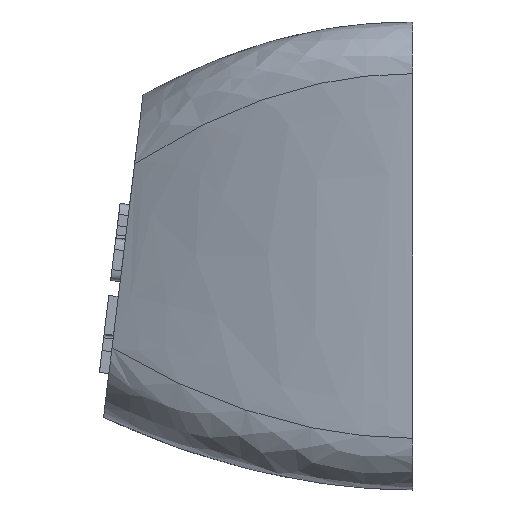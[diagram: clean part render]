
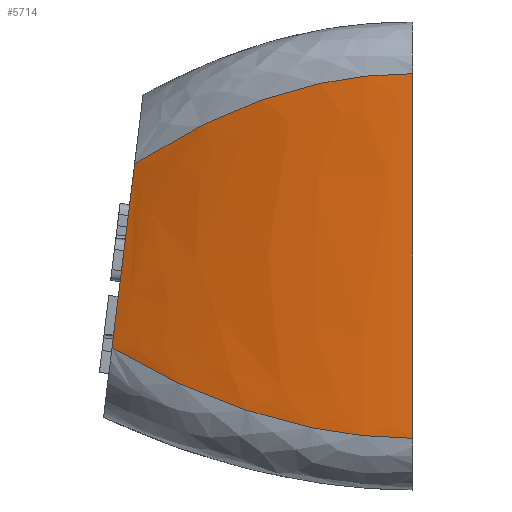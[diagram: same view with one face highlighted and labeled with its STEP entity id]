
A CAD part, left-side view. The second image highlights one B-rep face of the part: STEP entity #5714.
In plain terms, the highlighted free-form (B-spline) face has degree [3, 3] with [4, 4] control points.
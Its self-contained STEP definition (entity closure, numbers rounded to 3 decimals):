
#259=B_SPLINE_CURVE_WITH_KNOTS('',3,(#10845,#10846,#10847,#10848),
 .UNSPECIFIED.,.F.,.F.,(4,4),(0.,1.),.UNSPECIFIED.);
#260=B_SPLINE_CURVE_WITH_KNOTS('',3,(#10865,#10866,#10867,#10868),
 .UNSPECIFIED.,.F.,.F.,(4,4),(0.,1.),.UNSPECIFIED.);
#426=B_SPLINE_SURFACE_WITH_KNOTS('',3,3,((#10849,#10850,#10851,#10852),
(#10853,#10854,#10855,#10856),(#10857,#10858,#10859,#10860),(#10861,#10862,
#10863,#10864)),.UNSPECIFIED.,.F.,.F.,.F.,(4,4),(4,4),(0.,1.),(0.,1.),
 .UNSPECIFIED.);
#620=FACE_OUTER_BOUND('',#933,.T.);
#933=EDGE_LOOP('',(#4482,#4483,#4484,#4485));
#1302=LINE('',#10254,#1847);
#1305=LINE('',#10725,#1850);
#1847=VECTOR('',#6462,10.);
#1850=VECTOR('',#6473,10.);
#2453=VERTEX_POINT('',#10251);
#2454=VERTEX_POINT('',#10253);
#2467=VERTEX_POINT('',#10722);
#2468=VERTEX_POINT('',#10724);
#3161=EDGE_CURVE('',#2453,#2454,#1302,.T.);
#3183=EDGE_CURVE('',#2468,#2467,#1305,.T.);
#3193=EDGE_CURVE('',#2453,#2468,#259,.T.);
#3194=EDGE_CURVE('',#2454,#2467,#260,.T.);
#4482=ORIENTED_EDGE('',*,*,#3161,.F.);
#4483=ORIENTED_EDGE('',*,*,#3193,.T.);
#4484=ORIENTED_EDGE('',*,*,#3183,.T.);
#4485=ORIENTED_EDGE('',*,*,#3194,.F.);
#5714=ADVANCED_FACE('',(#620),#426,.F.);
#6462=DIRECTION('',(0.,-0.122,0.993));
#6473=DIRECTION('',(0.,0.,1.));
#10251=CARTESIAN_POINT('',(2.7,11.625,5.494));
#10253=CARTESIAN_POINT('',(2.7,10.752,12.606));
#10254=CARTESIAN_POINT('',(2.7,10.752,12.606));
#10722=CARTESIAN_POINT('',(0.,0.,16.1));
#10724=CARTESIAN_POINT('',(0.,0.,2.));
#10725=CARTESIAN_POINT('',(0.,0.,16.1));
#10845=CARTESIAN_POINT('Ctrl Pts',(2.7,11.625,5.494));
#10846=CARTESIAN_POINT('Ctrl Pts',(0.9,7.75,3.165));
#10847=CARTESIAN_POINT('Ctrl Pts',(0.,3.73,
2.));
#10848=CARTESIAN_POINT('Ctrl Pts',(0.,0.,
2.));
#10849=CARTESIAN_POINT('Ctrl Pts',(2.7,11.625,5.494));
#10850=CARTESIAN_POINT('Ctrl Pts',(0.9,7.75,3.165));
#10851=CARTESIAN_POINT('Ctrl Pts',(0.,3.73,
2.));
#10852=CARTESIAN_POINT('Ctrl Pts',(0.,0.,
2.));
#10853=CARTESIAN_POINT('Ctrl Pts',(2.7,11.453,6.897));
#10854=CARTESIAN_POINT('Ctrl Pts',(0.939,7.635,4.8));
#10855=CARTESIAN_POINT('Ctrl Pts',(0.,3.73,
3.047));
#10856=CARTESIAN_POINT('Ctrl Pts',(0.,0.,
3.047));
#10857=CARTESIAN_POINT('Ctrl Pts',(2.7,10.924,11.203));
#10858=CARTESIAN_POINT('Ctrl Pts',(0.939,7.283,13.3));
#10859=CARTESIAN_POINT('Ctrl Pts',(0.,3.73,
15.053));
#10860=CARTESIAN_POINT('Ctrl Pts',(0.,0.,
15.053));
#10861=CARTESIAN_POINT('Ctrl Pts',(2.7,10.752,12.606));
#10862=CARTESIAN_POINT('Ctrl Pts',(0.9,7.168,14.935));
#10863=CARTESIAN_POINT('Ctrl Pts',(0.,3.73,
16.1));
#10864=CARTESIAN_POINT('Ctrl Pts',(0.,0.,
16.1));
#10865=CARTESIAN_POINT('Ctrl Pts',(2.7,10.752,12.606));
#10866=CARTESIAN_POINT('Ctrl Pts',(0.9,7.168,14.935));
#10867=CARTESIAN_POINT('Ctrl Pts',(0.,3.73,
16.1));
#10868=CARTESIAN_POINT('Ctrl Pts',(0.,0.,16.1));
